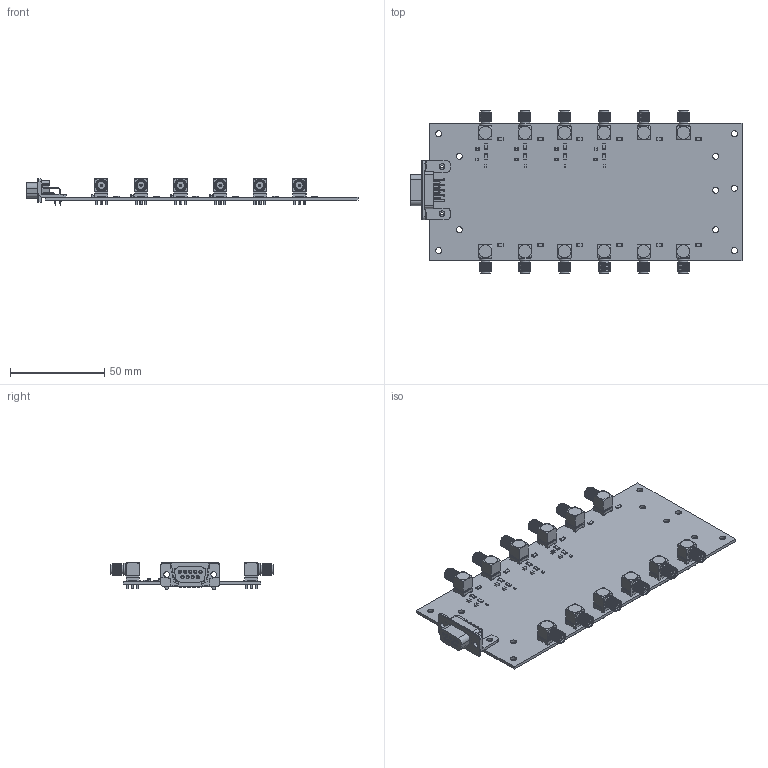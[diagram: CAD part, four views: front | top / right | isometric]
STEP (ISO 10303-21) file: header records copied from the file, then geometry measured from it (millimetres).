
FILE_DESCRIPTION(('KiCad electronic assembly'),'2;1');
FILE_NAME('SMA_Feedthrough_Board.step','2024-02-19T13:10:48',('Pcbnew'), ('Kicad'),'Open CASCADE STEP processor 7.7','KiCad to STEP converter', 'Unknown');
FILE_SCHEMA(('AUTOMOTIVE_DESIGN { 1 0 10303 214 1 1 1 1 }'));
Length unit declared in the file: millimetre
Products named in the file (12): SMA_Feedthrough_Board 1; 901-143-6RFX; COMPOUND; C_0805_2012Metric; SOLID; R_1206_3216Metric; c-5-1393480-5-a-3d; R_0603_1608Metric; SMA_Feedthrough_Board PCB
Assembly tree (51 placements, depth 3):
  SMA_Feedthrough_Board 1
    901-143-6RFX  x12
      COMPOUND
    C_0805_2012Metric  x8
      SOLID
    R_1206_3216Metric  x20
      SOLID
    c-5-1393480-5-a-3d
      SOLID
    R_0603_1608Metric  x4
      SOLID
    SMA_Feedthrough_Board PCB
Bounding box: 176.19 x 86.2 x 14.56 mm (x, y, z)
Volume: 29148.7 mm3; surface area: 38401 mm2
Topology: 70 solids, 70 shells, 2582 faces, 6538 edges, 4284 vertices
Faces by surface type: plane 1418, cylinder 950, cone 154, bspline 36, torus 24
Full cylindrical faces by diameter (mm): 0.95 x9, 1.5 x12, 1.7 x48, 3.05 x2, 3.2 x10
Entity records: 45864 total; most frequent: CARTESIAN_POINT 12090, DIRECTION 6264, LINE 3679, VECTOR 3679, ORIENTED_EDGE 3246, PCURVE 3246, DEFINITIONAL_REPRESENTATION 3246, EDGE_CURVE 1623
